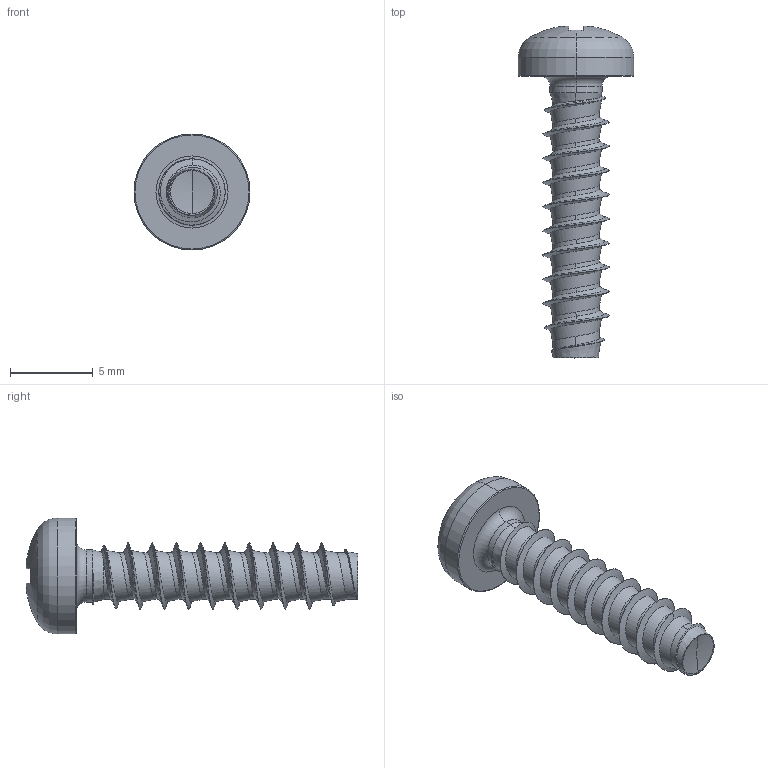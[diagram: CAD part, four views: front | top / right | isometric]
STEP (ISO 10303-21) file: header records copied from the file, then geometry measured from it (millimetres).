
FILE_DESCRIPTION (( 'STEP AP203' ), '1' );
FILE_NAME ('STP220400170.STEP', '2019-05-15T18:16:37', ( '' ), ( '' ), 'SwSTEP 2.0', 'SolidWorks 2015', '' );
FILE_SCHEMA (( 'CONFIG_CONTROL_DESIGN' ));
Length unit declared in the file: millimetre
Products named in the file (2): STP220400170
Bounding box: 7 x 20.03 x 7 mm (x, y, z)
Volume: 210.4 mm3; surface area: 376.8 mm2
Topology: 1 solids, 1 shells, 188 faces, 451 edges, 265 vertices
Faces by surface type: bspline 55, cylinder 47, plane 30, torus 28, sphere 20, cone 8
Entity records: 24563 total; most frequent: CARTESIAN_POINT 20558, ORIENTED_EDGE 898, DIRECTION 719, EDGE_CURVE 449, AXIS2_PLACEMENT_3D 314, VERTEX_POINT 265, EDGE_LOOP 190, ADVANCED_FACE 188
